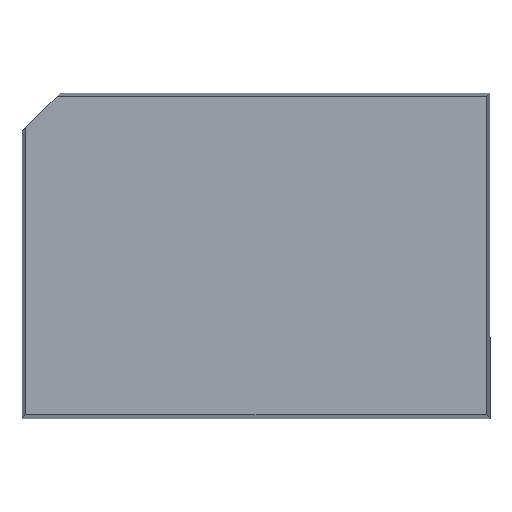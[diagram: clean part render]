
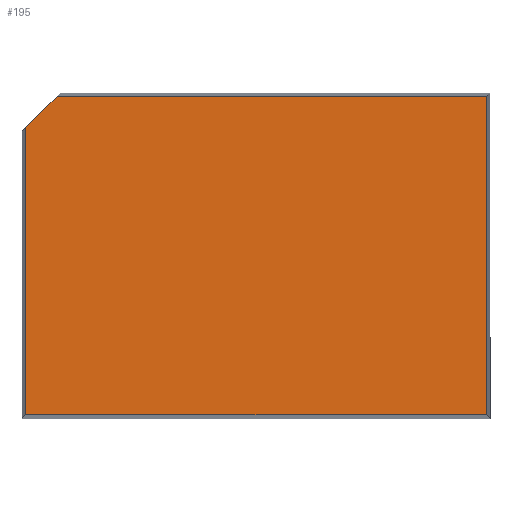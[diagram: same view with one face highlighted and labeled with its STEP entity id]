
A CAD part, top view. The second image highlights one B-rep face of the part: STEP entity #195.
In plain terms, the highlighted planar face has unit normal (0, 0, 1).
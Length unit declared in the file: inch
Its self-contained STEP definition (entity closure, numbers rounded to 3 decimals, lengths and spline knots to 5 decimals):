
#5 = DIRECTION ( 'NONE',  ( 1., 0., 0. ) ) ;
#9 = VECTOR ( 'NONE', #292, 39.37008 ) ;
#14 = VECTOR ( 'NONE', #565, 39.37008 ) ;
#21 = CARTESIAN_POINT ( 'NONE',  ( 0.89057, 0.63, 0.82677 ) ) ;
#51 = EDGE_CURVE ( 'NONE', #521, #477, #330, .T. ) ;
#65 = ORIENTED_EDGE ( 'NONE', *, *, #51, .T. ) ;
#74 = PLANE ( 'NONE',  #679 ) ;
#108 = ORIENTED_EDGE ( 'NONE', *, *, #204, .T. ) ;
#112 = CARTESIAN_POINT ( 'NONE',  ( -0.89057, 0.63, 0.82677 ) ) ;
#130 = CARTESIAN_POINT ( 'NONE',  ( 0., 0., 0.82677 ) ) ;
#149 = CARTESIAN_POINT ( 'NONE',  ( 0.89057, 0.61557, 0.82677 ) ) ;
#155 = VECTOR ( 'NONE', #368, 39.37008 ) ;
#185 = ORIENTED_EDGE ( 'NONE', *, *, #452, .F. ) ;
#194 = CARTESIAN_POINT ( 'NONE',  ( -0.905, 0.48, 0.82677 ) ) ;
#195 = ADVANCED_FACE ( 'NONE', ( #253 ), #74, .T. ) ;
#196 = DIRECTION ( 'NONE',  ( 0., 1., 0. ) ) ;
#204 = EDGE_CURVE ( 'NONE', #345, #469, #538, .T. ) ;
#253 = FACE_OUTER_BOUND ( 'NONE', #536, .T. ) ;
#292 = DIRECTION ( 'NONE',  ( 1., 0., 0. ) ) ;
#315 = VECTOR ( 'NONE', #196, 39.37008 ) ;
#330 = LINE ( 'NONE', #406, #9 ) ;
#345 = VERTEX_POINT ( 'NONE', #149 ) ;
#354 = DIRECTION ( 'NONE',  ( 0., -1., 0. ) ) ;
#368 = DIRECTION ( 'NONE',  ( 0.707, 0.707, 0. ) ) ;
#369 = EDGE_CURVE ( 'NONE', #431, #521, #475, .T. ) ;
#387 = CARTESIAN_POINT ( 'NONE',  ( 0.89057, -0.61557, 0.82677 ) ) ;
#406 = CARTESIAN_POINT ( 'NONE',  ( -0.905, -0.61557, 0.82677 ) ) ;
#415 = LINE ( 'NONE', #21, #315 ) ;
#429 = CARTESIAN_POINT ( 'NONE',  ( -0.76943, 0.61557, 0.82677 ) ) ;
#431 = VERTEX_POINT ( 'NONE', #610 ) ;
#452 = EDGE_CURVE ( 'NONE', #431, #469, #519, .T. ) ;
#453 = DIRECTION ( 'NONE',  ( 0., 0., 1. ) ) ;
#469 = VERTEX_POINT ( 'NONE', #429 ) ;
#475 = LINE ( 'NONE', #112, #550 ) ;
#477 = VERTEX_POINT ( 'NONE', #387 ) ;
#499 = ORIENTED_EDGE ( 'NONE', *, *, #369, .T. ) ;
#519 = LINE ( 'NONE', #194, #155 ) ;
#521 = VERTEX_POINT ( 'NONE', #608 ) ;
#536 = EDGE_LOOP ( 'NONE', ( #185, #499, #65, #575, #108 ) ) ;
#538 = LINE ( 'NONE', #600, #14 ) ;
#550 = VECTOR ( 'NONE', #354, 39.37008 ) ;
#565 = DIRECTION ( 'NONE',  ( -1., 0., 0. ) ) ;
#575 = ORIENTED_EDGE ( 'NONE', *, *, #632, .T. ) ;
#600 = CARTESIAN_POINT ( 'NONE',  ( -0.905, 0.61557, 0.82677 ) ) ;
#608 = CARTESIAN_POINT ( 'NONE',  ( -0.89057, -0.61557, 0.82677 ) ) ;
#610 = CARTESIAN_POINT ( 'NONE',  ( -0.89057, 0.49443, 0.82677 ) ) ;
#632 = EDGE_CURVE ( 'NONE', #477, #345, #415, .T. ) ;
#679 = AXIS2_PLACEMENT_3D ( 'NONE', #130, #453, #5 ) ;
